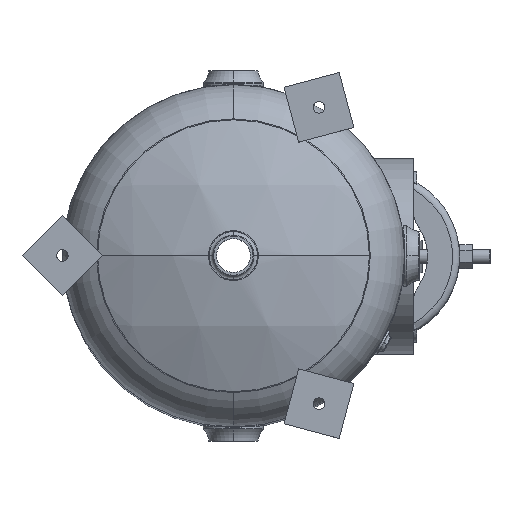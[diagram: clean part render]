
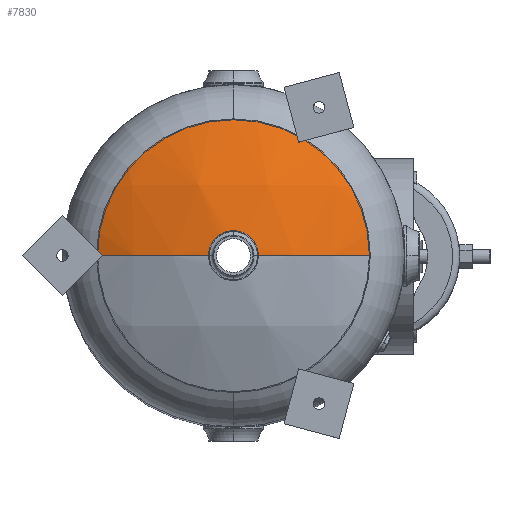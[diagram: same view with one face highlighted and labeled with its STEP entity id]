
A CAD part, top view. The second image highlights one B-rep face of the part: STEP entity #7830.
In plain terms, the highlighted spherical face has radius 548.64 mm.
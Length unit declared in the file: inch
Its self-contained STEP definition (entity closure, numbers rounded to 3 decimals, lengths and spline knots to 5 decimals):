
#2288 = EDGE_LOOP ( 'NONE', ( #9865, #10020, #10028, #10022, #10024 ) ) ;
#7344 = CARTESIAN_POINT ( 'NONE',  ( 1.44, 0., 37.45195 ) ) ;
#7533 = CARTESIAN_POINT ( 'NONE',  ( 9.6, 0., 35.24942 ) ) ;
#7535 = CARTESIAN_POINT ( 'NONE',  ( -9.6, 0., 35.24942 ) ) ;
#7545 = CARTESIAN_POINT ( 'NONE',  ( -1.44, 0., 37.45195 ) ) ;
#7627 = CARTESIAN_POINT ( 'NONE',  ( 0., 9.6, 35.24942 ) ) ;
#7830 = ADVANCED_FACE ( 'NONE', ( #10873 ), #10703, .T. ) ;
#8125 = CIRCLE ( 'NONE', #8143, 9.6 ) ;
#8143 = AXIS2_PLACEMENT_3D ( 'NONE', #12771, #12641, #12598 ) ;
#9865 = ORIENTED_EDGE ( 'NONE', *, *, #11506, .F. ) ;
#10020 = ORIENTED_EDGE ( 'NONE', *, *, #11484, .F. ) ;
#10022 = ORIENTED_EDGE ( 'NONE', *, *, #11450, .F. ) ;
#10024 = ORIENTED_EDGE ( 'NONE', *, *, #11510, .F. ) ;
#10028 = ORIENTED_EDGE ( 'NONE', *, *, #11514, .T. ) ;
#10703 = SPHERICAL_SURFACE ( 'NONE', #18090, 21.6 ) ;
#10873 = FACE_OUTER_BOUND ( 'NONE', #2288, .T. ) ;
#11119 = DIRECTION ( 'NONE',  ( 1., 0., 0. ) ) ;
#11126 = CARTESIAN_POINT ( 'NONE',  ( 0., 0., 15.9 ) ) ;
#11255 = DIRECTION ( 'NONE',  ( 0., -1., 0. ) ) ;
#11450 = EDGE_CURVE ( 'NONE', #17517, #17112, #8125, .T. ) ;
#11484 = EDGE_CURVE ( 'NONE', #16318, #17181, #13309, .T. ) ;
#11506 = EDGE_CURVE ( 'NONE', #17181, #17133, #13250, .T. ) ;
#11510 = EDGE_CURVE ( 'NONE', #17133, #17517, #13325, .T. ) ;
#11514 = EDGE_CURVE ( 'NONE', #16318, #17112, #13426, .T. ) ;
#12598 = DIRECTION ( 'NONE',  ( 0., 1., 0. ) ) ;
#12641 = DIRECTION ( 'NONE',  ( 0., 0., -1. ) ) ;
#12771 = CARTESIAN_POINT ( 'NONE',  ( 0., 0., 35.24942 ) ) ;
#13243 = AXIS2_PLACEMENT_3D ( 'NONE', #15535, #15536, #15538 ) ;
#13250 = CIRCLE ( 'NONE', #13330, 21.6 ) ;
#13308 = AXIS2_PLACEMENT_3D ( 'NONE', #15170, #15171, #15172 ) ;
#13309 = CIRCLE ( 'NONE', #13308, 1.44 ) ;
#13316 = AXIS2_PLACEMENT_3D ( 'NONE', #15557, #15559, #15560 ) ;
#13325 = CIRCLE ( 'NONE', #13243, 9.6 ) ;
#13330 = AXIS2_PLACEMENT_3D ( 'NONE', #15518, #15520, #15521 ) ;
#13426 = CIRCLE ( 'NONE', #13316, 21.6 ) ;
#15170 = CARTESIAN_POINT ( 'NONE',  ( 0., 0., 37.45195 ) ) ;
#15171 = DIRECTION ( 'NONE',  ( 0., 0., 1. ) ) ;
#15172 = DIRECTION ( 'NONE',  ( -1., 0., 0. ) ) ;
#15518 = CARTESIAN_POINT ( 'NONE',  ( 0., 0., 15.9 ) ) ;
#15520 = DIRECTION ( 'NONE',  ( 0., -1., 0. ) ) ;
#15521 = DIRECTION ( 'NONE',  ( 1., 0., 0. ) ) ;
#15535 = CARTESIAN_POINT ( 'NONE',  ( 0., 0., 35.24942 ) ) ;
#15536 = DIRECTION ( 'NONE',  ( 0., 0., -1. ) ) ;
#15538 = DIRECTION ( 'NONE',  ( 0., 1., 0. ) ) ;
#15557 = CARTESIAN_POINT ( 'NONE',  ( 0., 0., 15.9 ) ) ;
#15559 = DIRECTION ( 'NONE',  ( 0., 1., 0. ) ) ;
#15560 = DIRECTION ( 'NONE',  ( 0., 0., 1. ) ) ;
#16318 = VERTEX_POINT ( 'NONE', #7344 ) ;
#17112 = VERTEX_POINT ( 'NONE', #7533 ) ;
#17133 = VERTEX_POINT ( 'NONE', #7535 ) ;
#17181 = VERTEX_POINT ( 'NONE', #7545 ) ;
#17517 = VERTEX_POINT ( 'NONE', #7627 ) ;
#18090 = AXIS2_PLACEMENT_3D ( 'NONE', #11126, #11255, #11119 ) ;
